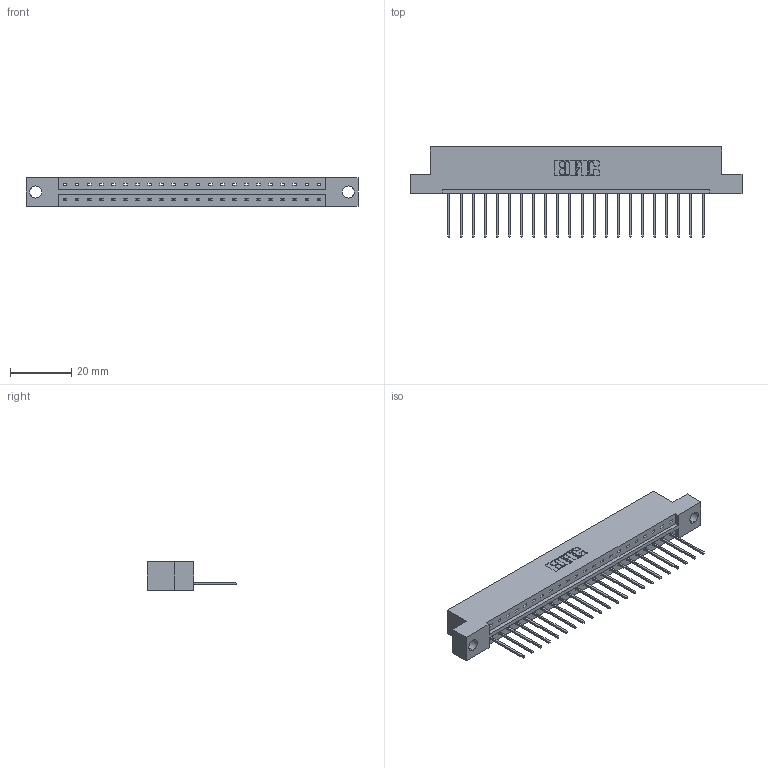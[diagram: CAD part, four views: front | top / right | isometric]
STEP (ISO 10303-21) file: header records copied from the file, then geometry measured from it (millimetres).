
FILE_DESCRIPTION (( 'STEP AP203' ), '1' );
FILE_NAME ('833-022-540-104.STEP', '2020-06-01T16:50:21', ( '' ), ( '' ), 'SwSTEP 2.0', 'SolidWorks 2020', '' );
FILE_SCHEMA (( 'CONFIG_CONTROL_DESIGN' ));
Length unit declared in the file: inch
Products named in the file (3): 345-292-001_345-293-140; 833 Part_Flush - .156 Dia - TH; 833-022-540-104
Assembly tree (23 placements, depth 2):
  833-022-540-104
    833 Part_Flush - .156 Dia - TH
    345-292-001_345-293-140  x22
Bounding box: 108.71 x 29.47 x 9.4 mm (x, y, z)
Volume: 10709.4 mm3; surface area: 11474.3 mm2
Topology: 23 solids, 23 shells, 1390 faces, 4183 edges, 2758 vertices
Faces by surface type: plane 994, cylinder 396
Entity records: 16057 total; most frequent: CARTESIAN_POINT 2780, ORIENTED_EDGE 2738, DIRECTION 2385, EDGE_CURVE 1369, VECTOR 1241, LINE 1241, VERTEX_POINT 910, AXIS2_PLACEMENT_3D 572
